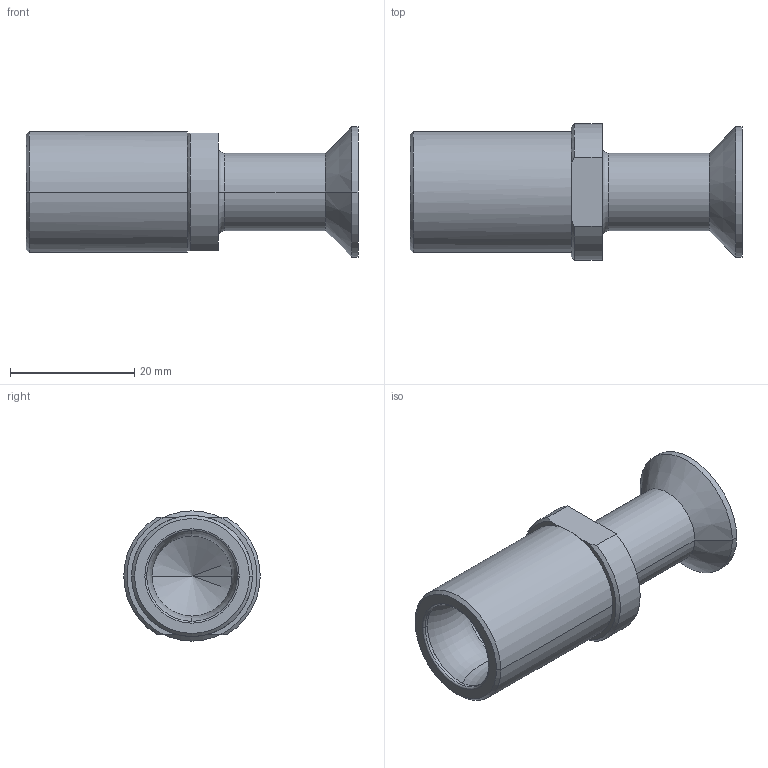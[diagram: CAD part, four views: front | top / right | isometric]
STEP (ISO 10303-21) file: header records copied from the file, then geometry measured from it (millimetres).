
FILE_DESCRIPTION((''),'2;1');
FILE_NAME('350A-F-35','2017-05-31T',('tl.yang'),(''),'PRO/ENGINEER BY PARAMETRIC TECHNOLOGY CORPORATION, 2011500','PRO/ENGINEER BY PARAMETRIC TECHNOLOGY CORPORATION, 2011500','');
FILE_SCHEMA(('CONFIG_CONTROL_DESIGN'));
Length unit declared in the file: millimetre
Products named in the file (1): 350A-F-35
Bounding box: 53.5 x 22 x 21 mm (x, y, z)
Volume: 8370.7 mm3; surface area: 5504.9 mm2
Topology: 1 solids, 1 shells, 49 faces, 109 edges, 62 vertices
Faces by surface type: cylinder 20, cone 12, plane 11, torus 6
Entity records: 1405 total; most frequent: CARTESIAN_POINT 265, DIRECTION 256, ORIENTED_EDGE 210, AXIS2_PLACEMENT_3D 108, EDGE_CURVE 105, VERTEX_POINT 62, CIRCLE 59, EDGE_LOOP 55
